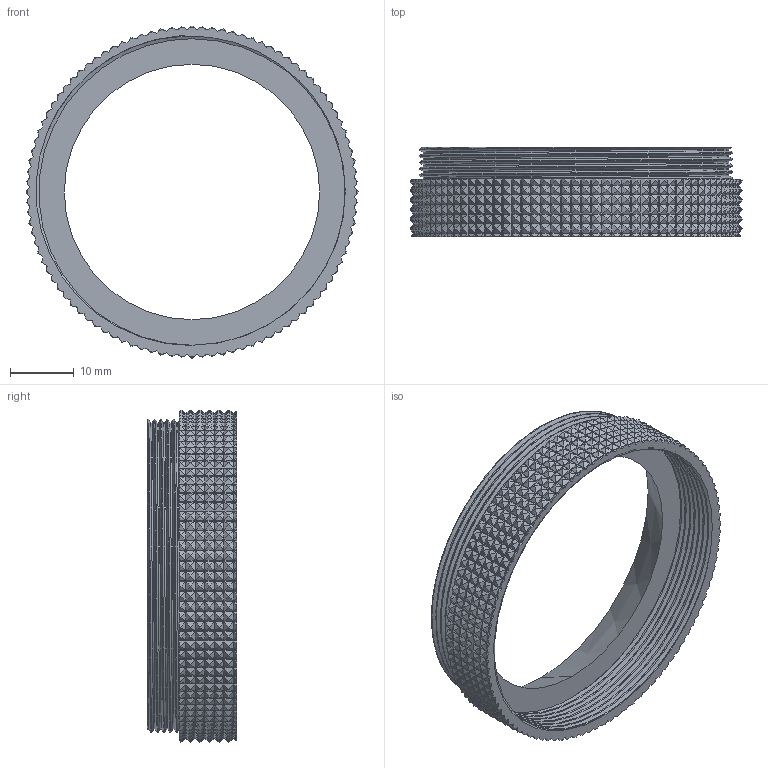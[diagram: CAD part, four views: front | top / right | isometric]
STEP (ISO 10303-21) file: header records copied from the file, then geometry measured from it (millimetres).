
FILE_DESCRIPTION (( 'STEP AP203' ), '1' );
FILE_NAME ('P3 sc.STEP', '2021-05-08T19:01:56', ( '' ), ( '' ), 'SwSTEP 2.0', 'SolidWorks 2020', '' );
FILE_SCHEMA (( 'CONFIG_CONTROL_DESIGN' ));
Length unit declared in the file: millimetre
Products named in the file (1): P3 sc
Bounding box: 52 x 14 x 52 mm (x, y, z)
Volume: 4359.2 mm3; surface area: 6910.4 mm2
Topology: 1 solids, 1 shells, 2838 faces, 5500 edges, 2666 vertices
Faces by surface type: plane 2704, cylinder 126, bspline 6, cone 2
Entity records: 69493 total; most frequent: CARTESIAN_POINT 14543, ORIENTED_EDGE 11000, DIRECTION 10972, EDGE_CURVE 5500, LINE 4890, VECTOR 4890, AXIS2_PLACEMENT_3D 3041, EDGE_LOOP 2842
